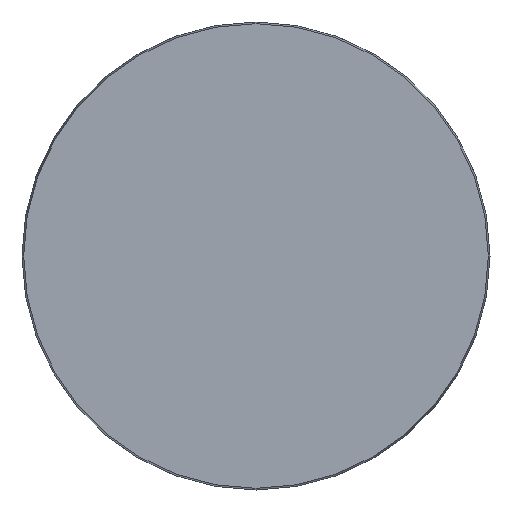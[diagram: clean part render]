
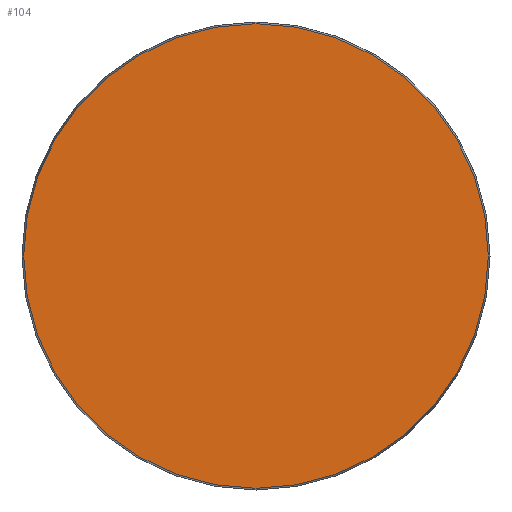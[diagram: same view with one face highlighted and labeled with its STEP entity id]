
A CAD part, front view. The second image highlights one B-rep face of the part: STEP entity #104.
In plain terms, the highlighted planar face has unit normal (0, -1, 0).
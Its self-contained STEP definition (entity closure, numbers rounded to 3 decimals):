
#17 = DIRECTION ( 'NONE',  ( 0., 0., 1. ) ) ;
#104 = ADVANCED_FACE ( 'NONE', ( #611 ), #260, .F. ) ;
#149 = AXIS2_PLACEMENT_3D ( 'NONE', #384, #462, #511 ) ;
#251 = CARTESIAN_POINT ( 'NONE',  ( -78.425, 0., 0. ) ) ;
#254 = DIRECTION ( 'NONE',  ( 0., 1., 0. ) ) ;
#260 = PLANE ( 'NONE',  #283 ) ;
#283 = AXIS2_PLACEMENT_3D ( 'NONE', #251, #254, #17 ) ;
#337 = EDGE_CURVE ( 'NONE', #423, #423, #379, .T. ) ;
#379 = CIRCLE ( 'NONE', #149, 78.425 ) ;
#384 = CARTESIAN_POINT ( 'NONE',  ( 0., 0., 0. ) ) ;
#423 = VERTEX_POINT ( 'NONE', #597 ) ;
#462 = DIRECTION ( 'NONE',  ( 0., -1., 0. ) ) ;
#511 = DIRECTION ( 'NONE',  ( 0., 0., -1. ) ) ;
#573 = EDGE_LOOP ( 'NONE', ( #667 ) ) ;
#597 = CARTESIAN_POINT ( 'NONE',  ( 0., 0., -78.425 ) ) ;
#611 = FACE_OUTER_BOUND ( 'NONE', #573, .T. ) ;
#667 = ORIENTED_EDGE ( 'NONE', *, *, #337, .T. ) ;
